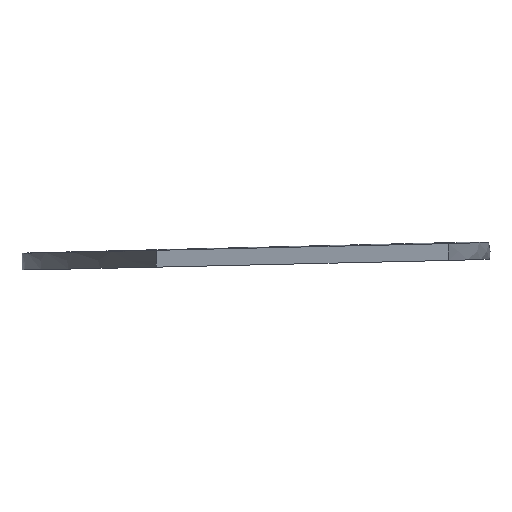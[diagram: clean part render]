
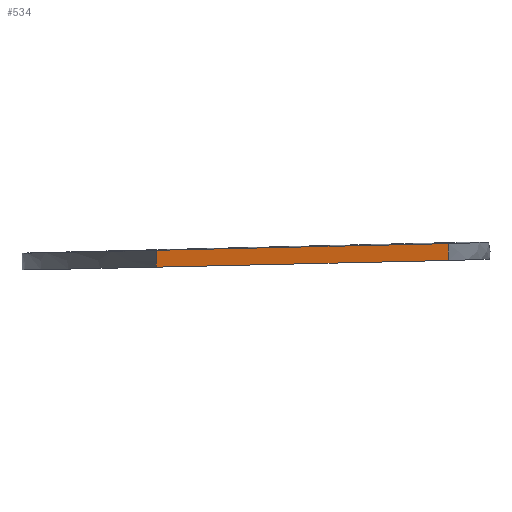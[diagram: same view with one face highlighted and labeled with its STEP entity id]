
A CAD part, left-side view. The second image highlights one B-rep face of the part: STEP entity #534.
In plain terms, the highlighted planar face has unit normal (-0.985, 0.174, 0).
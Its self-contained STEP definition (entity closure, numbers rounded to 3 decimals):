
#1=CARTESIAN_POINT('POINT1',(62.,55.,
   101.975));
#2=VERTEX_POINT('VERTEX1',#1);
#3=CARTESIAN_POINT('POINT2',(71.169,107.,
   100.785));
#4=VERTEX_POINT('VERTEX2',#3);
#5=(BOUNDED_CURVE() B_SPLINE_CURVE(3,(#6,#7,#8,#9,#10,#11),.UNSPECIFIED.
   ,.F.,.F.) B_SPLINE_CURVE_WITH_KNOTS((4,1,1,4),(0.,
   0.331,0.664,1.),.UNSPECIFIED.) 
   CURVE() GEOMETRIC_REPRESENTATION_ITEM() RATIONAL_B_SPLINE_CURVE((
   1.,1.,1.,1.,1.,1.)) 
   REPRESENTATION_ITEM('SPLINE_CRV1'));
#6=CARTESIAN_POINT('',(62.,55.,101.975));
#7=CARTESIAN_POINT('',(62.981,60.562,
   101.848));
#8=CARTESIAN_POINT('',(64.969,71.841,
   101.591));
#9=CARTESIAN_POINT('',(68.026,89.176,
   101.194));
#10=CARTESIAN_POINT('',(70.112,101.006,
   100.922));
#11=CARTESIAN_POINT('',(71.169,107.,
   100.785));
#12=EDGE_CURVE('EDGE1',#2,#4,#5,.T.);
#168=CARTESIAN_POINT('POINT3',(62.,55.,104.976))
   ;
#169=VERTEX_POINT('VERTEX3',#168);
#170=CARTESIAN_POINT('POS1',(62.,55.,101.975));
#171=DIRECTION('DIR1',(0.,0.,1.));
#172=VECTOR('VEC1',#171,1.);
#173=LINE('STRAIGHT1',#170,#172);
#174=EDGE_CURVE('EDGE3',#2,#169,#173,.T.);
#177=CARTESIAN_POINT('POINT4',(71.169,107.,
   103.785));
#178=VERTEX_POINT('VERTEX4',#177);
#179=CARTESIAN_POINT('POS2',(71.169,107.,
   100.785));
#180=DIRECTION('DIR2',(0.,0.,1.));
#181=VECTOR('VEC2',#180,1.);
#182=LINE('STRAIGHT2',#179,#181);
#183=EDGE_CURVE('EDGE4',#4,#178,#182,.T.);
#515=ORIENTED_EDGE('COEDGE7',*,*,#183,.F.);
#516=ORIENTED_EDGE('COEDGE8',*,*,#12,.F.);
#517=ORIENTED_EDGE('COEDGE9',*,*,#174,.T.);
#518=(BOUNDED_CURVE() B_SPLINE_CURVE(3,(#519,#520,#521,#522,#523,#524),
   .UNSPECIFIED.,.F.,.F.) B_SPLINE_CURVE_WITH_KNOTS((4,1,1,4),(0.,
   0.336,0.669,1.),.UNSPECIFIED.) 
   CURVE() GEOMETRIC_REPRESENTATION_ITEM() RATIONAL_B_SPLINE_CURVE((
   1.,1.,1.,1.,1.,1.)) 
   REPRESENTATION_ITEM('SPLINE_CRV4'));
#519=CARTESIAN_POINT('',(71.169,107.,
   103.785));
#520=CARTESIAN_POINT('',(70.112,101.006,
   103.923));
#521=CARTESIAN_POINT('',(68.026,89.176,
   104.195));
#522=CARTESIAN_POINT('',(64.969,71.841,
   104.591));
#523=CARTESIAN_POINT('',(62.981,60.562,
   104.849));
#524=CARTESIAN_POINT('',(62.,55.,104.976));
#525=EDGE_CURVE('EDGE6',#178,#169,#518,.T.);
#526=ORIENTED_EDGE('COEDGE10',*,*,#525,.F.);
#527=EDGE_LOOP('NONE',(#515,#516,#517,#526));
#528=FACE_BOUND('LOOP1',#527,.T.);
#529=CARTESIAN_POINT('POS3',(71.169,107.,0.));
#530=DIRECTION('DIR3',(0.985,-0.174,
   0.));
#531=DIRECTION('DIR4',(0.174,0.985,
   0.));
#532=AXIS2_PLACEMENT_3D('AXIS1',#529,#530,#531);
#533=PLANE('PLANE1',#532);
#534=ADVANCED_FACE('FACE3',(#528),#533,.F.);
